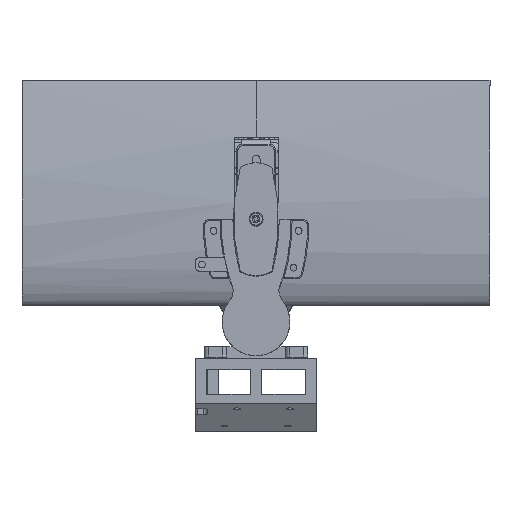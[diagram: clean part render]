
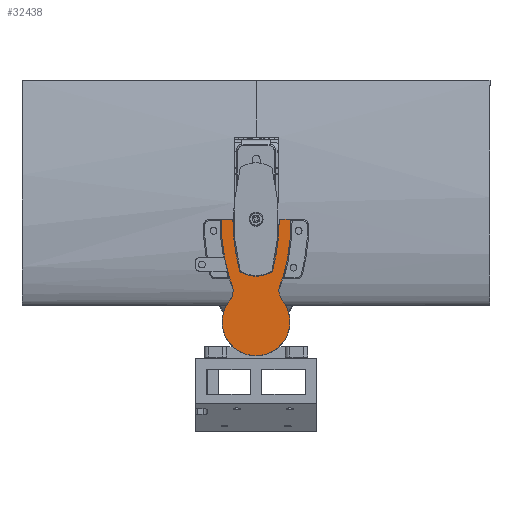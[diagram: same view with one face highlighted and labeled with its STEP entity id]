
A CAD part, top view. The second image highlights one B-rep face of the part: STEP entity #32438.
In plain terms, the highlighted planar face has unit normal (0, 0, 1).
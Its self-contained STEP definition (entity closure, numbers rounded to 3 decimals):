
#3935=CIRCLE('',#34767,0.8);
#3936=CIRCLE('',#34769,89.917);
#3939=CIRCLE('',#34773,13.5);
#3964=CIRCLE('',#34812,95.167);
#3986=CIRCLE('',#34861,89.917);
#3987=CIRCLE('',#34863,95.167);
#3988=CIRCLE('',#34867,0.8);
#3989=CIRCLE('',#34869,15.);
#5520=FACE_OUTER_BOUND('',#7628,.T.);
#7628=EDGE_LOOP('',(#23330,#23331,#23332,#23333,#23334,#23335,#23336,#23337,
#23338,#23339,#23340,#23341));
#9289=(
BOUNDED_CURVE()
B_SPLINE_CURVE(5,(#61535,#61536,#61537,#61538,#61539,#61540,#61541,#61542,
#61543,#61544,#61545,#61546,#61547,#61548,#61549),.UNSPECIFIED.,.F.,.F.)
B_SPLINE_CURVE_WITH_KNOTS((6,1,1,1,1,1,1,1,1,1,6),(0.,0.1,0.2,0.3,0.4,0.5,
0.6,0.7,0.8,0.9,1.),.UNSPECIFIED.)
CURVE()
GEOMETRIC_REPRESENTATION_ITEM()
RATIONAL_B_SPLINE_CURVE((1.,1.,1.,1.,1.,1.,1.,1.,1.,1.,1.,1.,1.,1.,1.))
REPRESENTATION_ITEM('')
);
#9290=(
BOUNDED_CURVE()
B_SPLINE_CURVE(5,(#61552,#61553,#61554,#61555,#61556,#61557,#61558,#61559,
#61560,#61561,#61562,#61563,#61564,#61565,#61566),.UNSPECIFIED.,.F.,.F.)
B_SPLINE_CURVE_WITH_KNOTS((6,1,1,1,1,1,1,1,1,1,6),(0.,0.1,0.2,0.3,0.4,0.5,
0.6,0.7,0.8,0.9,1.),.UNSPECIFIED.)
CURVE()
GEOMETRIC_REPRESENTATION_ITEM()
RATIONAL_B_SPLINE_CURVE((1.,1.,1.,1.,1.,1.,1.,1.,1.,1.,1.,1.,1.,1.,1.))
REPRESENTATION_ITEM('')
);
#10083=LINE('',#60670,#11573);
#10132=LINE('',#61567,#11622);
#11573=VECTOR('',#39032,10.);
#11622=VECTOR('',#39289,10.);
#13243=VERTEX_POINT('',#60667);
#13244=VERTEX_POINT('',#60669);
#13247=VERTEX_POINT('',#60686);
#13248=VERTEX_POINT('',#60690);
#13256=VERTEX_POINT('',#60807);
#13291=VERTEX_POINT('',#61138);
#13292=VERTEX_POINT('',#61140);
#13320=VERTEX_POINT('',#61518);
#13321=VERTEX_POINT('',#61522);
#13322=VERTEX_POINT('',#61530);
#13323=VERTEX_POINT('',#61534);
#13324=VERTEX_POINT('',#61550);
#16901=EDGE_CURVE('',#13243,#13244,#10083,.T.);
#16906=EDGE_CURVE('',#13247,#13243,#3935,.T.);
#16908=EDGE_CURVE('',#13248,#13247,#3936,.T.);
#16917=EDGE_CURVE('',#13256,#13248,#3939,.T.);
#16971=EDGE_CURVE('',#13292,#13291,#3964,.T.);
#17024=EDGE_CURVE('',#13320,#13256,#3986,.T.);
#17026=EDGE_CURVE('',#13321,#13244,#3987,.T.);
#17031=EDGE_CURVE('',#13322,#13320,#3988,.T.);
#17032=EDGE_CURVE('',#13291,#13323,#9289,.T.);
#17033=EDGE_CURVE('',#13323,#13324,#3989,.T.);
#17034=EDGE_CURVE('',#13321,#13324,#9290,.T.);
#17035=EDGE_CURVE('',#13322,#13292,#10132,.T.);
#23330=ORIENTED_EDGE('',*,*,#16971,.T.);
#23331=ORIENTED_EDGE('',*,*,#17032,.T.);
#23332=ORIENTED_EDGE('',*,*,#17033,.T.);
#23333=ORIENTED_EDGE('',*,*,#17034,.F.);
#23334=ORIENTED_EDGE('',*,*,#17026,.T.);
#23335=ORIENTED_EDGE('',*,*,#16901,.F.);
#23336=ORIENTED_EDGE('',*,*,#16906,.F.);
#23337=ORIENTED_EDGE('',*,*,#16908,.F.);
#23338=ORIENTED_EDGE('',*,*,#16917,.F.);
#23339=ORIENTED_EDGE('',*,*,#17024,.F.);
#23340=ORIENTED_EDGE('',*,*,#17031,.F.);
#23341=ORIENTED_EDGE('',*,*,#17035,.T.);
#31609=PLANE('',#34868);
#32438=ADVANCED_FACE('',(#5520),#31609,.T.);
#34767=AXIS2_PLACEMENT_3D('',#60688,#39038,#39039);
#34769=AXIS2_PLACEMENT_3D('',#60692,#39043,#39044);
#34773=AXIS2_PLACEMENT_3D('',#60809,#39054,#39055);
#34812=AXIS2_PLACEMENT_3D('',#61141,#39148,#39149);
#34861=AXIS2_PLACEMENT_3D('',#61519,#39266,#39267);
#34863=AXIS2_PLACEMENT_3D('',#61523,#39271,#39272);
#34867=AXIS2_PLACEMENT_3D('',#61532,#39283,#39284);
#34868=AXIS2_PLACEMENT_3D('',#61533,#39285,#39286);
#34869=AXIS2_PLACEMENT_3D('',#61551,#39287,#39288);
#39032=DIRECTION('',(1.,0.,0.));
#39038=DIRECTION('center_axis',(0.,0.,-1.));
#39039=DIRECTION('ref_axis',(-0.704,0.71,0.));
#39043=DIRECTION('center_axis',(0.,0.,1.));
#39044=DIRECTION('ref_axis',(0.966,-0.258,0.));
#39054=DIRECTION('center_axis',(0.,0.,1.));
#39055=DIRECTION('ref_axis',(-0.535,-0.845,0.));
#39148=DIRECTION('center_axis',(0.,0.,1.));
#39149=DIRECTION('ref_axis',(-0.961,0.277,0.));
#39266=DIRECTION('center_axis',(0.,0.,1.));
#39267=DIRECTION('ref_axis',(-0.966,0.258,0.));
#39271=DIRECTION('center_axis',(0.,0.,1.));
#39272=DIRECTION('ref_axis',(0.961,-0.277,0.));
#39283=DIRECTION('center_axis',(0.,0.,-1.));
#39284=DIRECTION('ref_axis',(0.704,0.71,0.));
#39285=DIRECTION('center_axis',(0.,0.,1.));
#39286=DIRECTION('ref_axis',(1.,0.,0.));
#39287=DIRECTION('center_axis',(0.,0.,1.));
#39288=DIRECTION('ref_axis',(0.,1.,0.));
#39289=DIRECTION('',(-1.,0.,0.));
#60667=CARTESIAN_POINT('',(203.046,58.564,0.));
#60669=CARTESIAN_POINT('',(207.5,58.564,0.));
#60670=CARTESIAN_POINT('',(202.25,58.564,0.));
#60686=CARTESIAN_POINT('',(202.247,57.771,0.));
#60688=CARTESIAN_POINT('Origin',(203.046,57.764,0.));
#60690=CARTESIAN_POINT('',(199.216,35.405,0.));
#60692=CARTESIAN_POINT('Origin',(112.333,58.564,0.));
#60807=CARTESIAN_POINT('',(184.784,35.405,0.));
#60809=CARTESIAN_POINT('Origin',(192.,46.814,0.));
#61138=CARTESIAN_POINT('',(180.216,32.23,0.));
#61140=CARTESIAN_POINT('',(176.5,58.564,0.));
#61141=CARTESIAN_POINT('Origin',(271.667,58.564,0.));
#61518=CARTESIAN_POINT('',(181.753,57.771,0.));
#61519=CARTESIAN_POINT('Origin',(271.667,58.564,0.));
#61522=CARTESIAN_POINT('',(203.784,32.23,0.));
#61523=CARTESIAN_POINT('Origin',(112.333,58.564,0.));
#61530=CARTESIAN_POINT('',(180.954,58.564,0.));
#61532=CARTESIAN_POINT('Origin',(180.954,57.764,0.));
#61533=CARTESIAN_POINT('Origin',(192.,43.314,0.));
#61534=CARTESIAN_POINT('',(180.216,22.345,0.));
#61535=CARTESIAN_POINT('Ctrl Pts',(180.216,32.23,0.));
#61536=CARTESIAN_POINT('Ctrl Pts',(180.341,32.018,0.));
#61537=CARTESIAN_POINT('Ctrl Pts',(180.58,31.595,0.));
#61538=CARTESIAN_POINT('Ctrl Pts',(180.905,30.965,0.));
#61539=CARTESIAN_POINT('Ctrl Pts',(181.274,30.132,0.));
#61540=CARTESIAN_POINT('Ctrl Pts',(181.617,29.104,0.));
#61541=CARTESIAN_POINT('Ctrl Pts',(181.833,28.091,0.));
#61542=CARTESIAN_POINT('Ctrl Pts',(181.909,27.094,0.));
#61543=CARTESIAN_POINT('Ctrl Pts',(181.84,26.113,0.));
#61544=CARTESIAN_POINT('Ctrl Pts',(181.628,25.149,0.));
#61545=CARTESIAN_POINT('Ctrl Pts',(181.286,24.2,0.));
#61546=CARTESIAN_POINT('Ctrl Pts',(180.914,23.452,0.));
#61547=CARTESIAN_POINT('Ctrl Pts',(180.585,22.896,0.));
#61548=CARTESIAN_POINT('Ctrl Pts',(180.343,22.528,0.));
#61549=CARTESIAN_POINT('Ctrl Pts',(180.216,22.345,0.));
#61550=CARTESIAN_POINT('',(203.784,22.345,0.));
#61551=CARTESIAN_POINT('Origin',(192.,13.064,0.));
#61552=CARTESIAN_POINT('Ctrl Pts',(203.784,32.23,0.));
#61553=CARTESIAN_POINT('Ctrl Pts',(203.659,32.018,0.));
#61554=CARTESIAN_POINT('Ctrl Pts',(203.42,31.595,0.));
#61555=CARTESIAN_POINT('Ctrl Pts',(203.095,30.965,0.));
#61556=CARTESIAN_POINT('Ctrl Pts',(202.726,30.132,0.));
#61557=CARTESIAN_POINT('Ctrl Pts',(202.383,29.104,0.));
#61558=CARTESIAN_POINT('Ctrl Pts',(202.167,28.091,0.));
#61559=CARTESIAN_POINT('Ctrl Pts',(202.091,27.094,0.));
#61560=CARTESIAN_POINT('Ctrl Pts',(202.16,26.113,0.));
#61561=CARTESIAN_POINT('Ctrl Pts',(202.372,25.149,0.));
#61562=CARTESIAN_POINT('Ctrl Pts',(202.714,24.2,0.));
#61563=CARTESIAN_POINT('Ctrl Pts',(203.086,23.452,0.));
#61564=CARTESIAN_POINT('Ctrl Pts',(203.415,22.896,0.));
#61565=CARTESIAN_POINT('Ctrl Pts',(203.657,22.528,0.));
#61566=CARTESIAN_POINT('Ctrl Pts',(203.784,22.345,0.));
#61567=CARTESIAN_POINT('',(181.75,58.564,0.));
